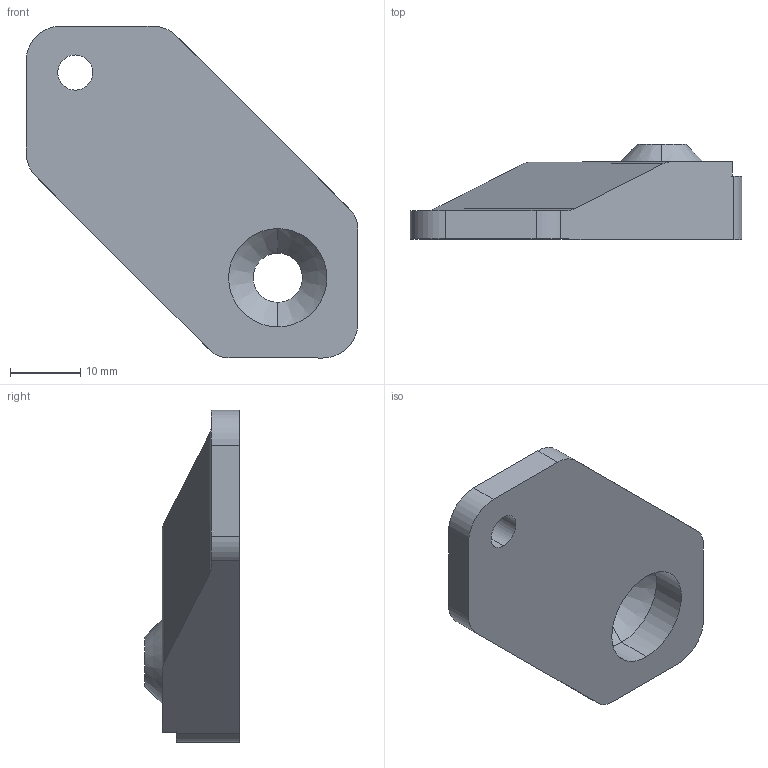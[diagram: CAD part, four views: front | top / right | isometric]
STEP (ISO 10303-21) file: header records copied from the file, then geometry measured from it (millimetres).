
FILE_DESCRIPTION (( 'STEP AP214' ), '1' );
FILE_NAME ('Bottom-Section-wall-mount-adapter-(#10-screw).STEP', '2025-08-08T16:11:52', ( '' ), ( '' ), 'SwSTEP 2.0', 'SolidWorks 2023', '' );
FILE_SCHEMA (( 'AUTOMOTIVE_DESIGN' ));
Length unit declared in the file: millimetre
Products named in the file (1): Bottom-Section-wall-mount-adapter-(#10-screw)
Bounding box: 47.22 x 13.5 x 47.22 mm (x, y, z)
Volume: 10333 mm3; surface area: 4627.1 mm2
Topology: 1 solids, 1 shells, 34 faces, 88 edges, 56 vertices
Faces by surface type: cylinder 17, plane 13, cone 4
Entity records: 1073 total; most frequent: DIRECTION 192, CARTESIAN_POINT 179, ORIENTED_EDGE 176, EDGE_CURVE 88, AXIS2_PLACEMENT_3D 69, VERTEX_POINT 56, LINE 54, VECTOR 54
